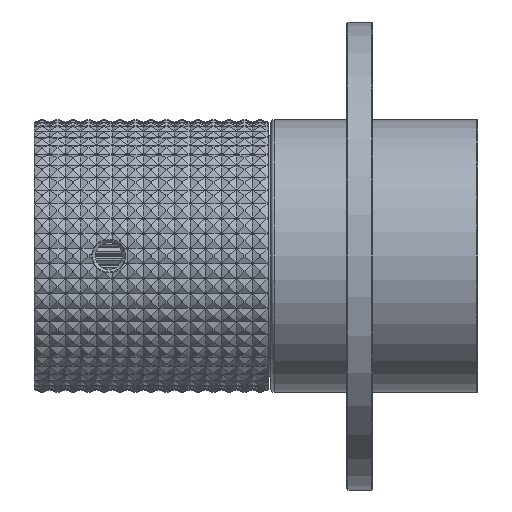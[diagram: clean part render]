
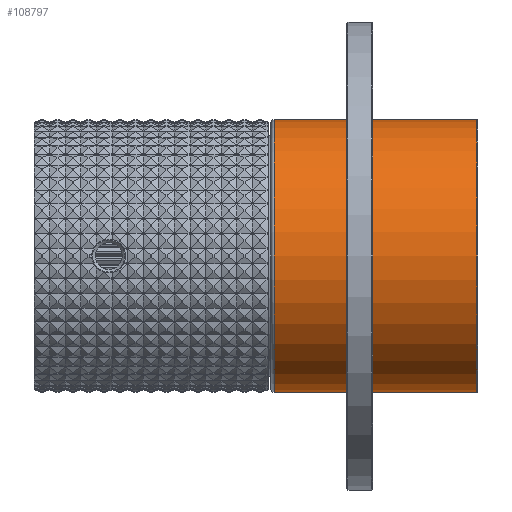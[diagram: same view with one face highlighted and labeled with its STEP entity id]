
A CAD part, left-side view. The second image highlights one B-rep face of the part: STEP entity #108797.
In plain terms, the highlighted cylindrical face has radius 21 mm (diameter 42 mm), a full revolution.
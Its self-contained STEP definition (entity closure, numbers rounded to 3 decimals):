
#3493=LINE('',#164936,#8752);
#3494=LINE('',#164946,#8753);
#8752=VECTOR('',#132208,1000.);
#8753=VECTOR('',#132209,1000.);
#14011=B_SPLINE_CURVE_WITH_KNOTS('',3,(#164927,#164928,#164929,#164930,
#164931,#164932,#164933),.UNSPECIFIED.,.F.,.F.,(4,1,1,1,4),(0.,
0.001,0.001,0.002,0.003),
 .UNSPECIFIED.);
#14012=B_SPLINE_CURVE_WITH_KNOTS('',3,(#164938,#164939,#164940,#164941,
#164942,#164943,#164944),.UNSPECIFIED.,.F.,.F.,(4,1,1,1,4),(0.,0.001,
0.001,0.002,0.003),
 .UNSPECIFIED.);
#20706=CYLINDRICAL_SURFACE('',#118466,21.);
#25857=ORIENTED_EDGE('',*,*,#60284,.T.);
#25858=ORIENTED_EDGE('',*,*,#60285,.T.);
#25859=ORIENTED_EDGE('',*,*,#60286,.T.);
#25860=ORIENTED_EDGE('',*,*,#60287,.T.);
#25861=ORIENTED_EDGE('',*,*,#60288,.T.);
#25862=ORIENTED_EDGE('',*,*,#60281,.F.);
#60281=EDGE_CURVE('',#77495,#77495,#86337,.T.);
#60284=EDGE_CURVE('',#77498,#77498,#86340,.T.);
#60285=EDGE_CURVE('',#77499,#77500,#14011,.T.);
#60286=EDGE_CURVE('',#77500,#77501,#3493,.T.);
#60287=EDGE_CURVE('',#77501,#77502,#14012,.T.);
#60288=EDGE_CURVE('',#77502,#77499,#3494,.F.);
#77495=VERTEX_POINT('',#164918);
#77498=VERTEX_POINT('',#164926);
#77499=VERTEX_POINT('',#164934);
#77500=VERTEX_POINT('',#164935);
#77501=VERTEX_POINT('',#164937);
#77502=VERTEX_POINT('',#164945);
#86337=CIRCLE('',#118462,21.);
#86340=CIRCLE('',#118467,21.);
#91535=EDGE_LOOP('',(#25857));
#91536=EDGE_LOOP('',(#25858,#25859,#25860,#25861));
#91537=EDGE_LOOP('',(#25862));
#100157=FACE_BOUND('',#91535,.T.);
#100158=FACE_BOUND('',#91536,.T.);
#100159=FACE_BOUND('',#91537,.T.);
#108797=ADVANCED_FACE('',(#100157,#100158,#100159),#20706,.T.);
#118462=AXIS2_PLACEMENT_3D('',#164917,#132196,#132197);
#118466=AXIS2_PLACEMENT_3D('',#164924,#132204,#132205);
#118467=AXIS2_PLACEMENT_3D('',#164925,#132206,#132207);
#132196=DIRECTION('',(0.,1.,0.));
#132197=DIRECTION('',(0.,0.,1.));
#132204=DIRECTION('',(0.,-1.,0.));
#132205=DIRECTION('',(0.,0.,-1.));
#132206=DIRECTION('',(0.,1.,0.));
#132207=DIRECTION('',(0.,0.,1.));
#132208=DIRECTION('',(0.,-1.,0.));
#132209=DIRECTION('',(0.,-1.,0.));
#164917=CARTESIAN_POINT('',(0.,31.35,0.));
#164918=CARTESIAN_POINT('',(0.,31.35,21.));
#164924=CARTESIAN_POINT('',(0.,15.675,0.));
#164925=CARTESIAN_POINT('',(0.,0.2,0.));
#164926=CARTESIAN_POINT('',(0.,0.2,21.));
#164927=CARTESIAN_POINT('',(20.983,29.788,0.84));
#164928=CARTESIAN_POINT('',(20.983,30.011,0.84));
#164929=CARTESIAN_POINT('',(20.992,30.45,0.66));
#164930=CARTESIAN_POINT('',(21.004,30.731,0.001));
#164931=CARTESIAN_POINT('',(20.992,30.45,-0.661));
#164932=CARTESIAN_POINT('',(20.983,30.011,-0.84));
#164933=CARTESIAN_POINT('',(20.983,29.788,-0.84));
#164934=CARTESIAN_POINT('',(20.983,29.788,0.84));
#164935=CARTESIAN_POINT('',(20.983,29.788,-0.84));
#164936=CARTESIAN_POINT('',(20.983,15.675,-0.84));
#164937=CARTESIAN_POINT('',(20.983,24.312,-0.84));
#164938=CARTESIAN_POINT('',(20.983,24.312,-0.84));
#164939=CARTESIAN_POINT('',(20.983,24.089,-0.84));
#164940=CARTESIAN_POINT('',(20.992,23.65,-0.66));
#164941=CARTESIAN_POINT('',(21.004,23.369,-0.001));
#164942=CARTESIAN_POINT('',(20.992,23.65,0.661));
#164943=CARTESIAN_POINT('',(20.983,24.089,0.84));
#164944=CARTESIAN_POINT('',(20.983,24.312,0.84));
#164945=CARTESIAN_POINT('',(20.983,24.312,0.84));
#164946=CARTESIAN_POINT('',(20.983,15.675,0.84));
